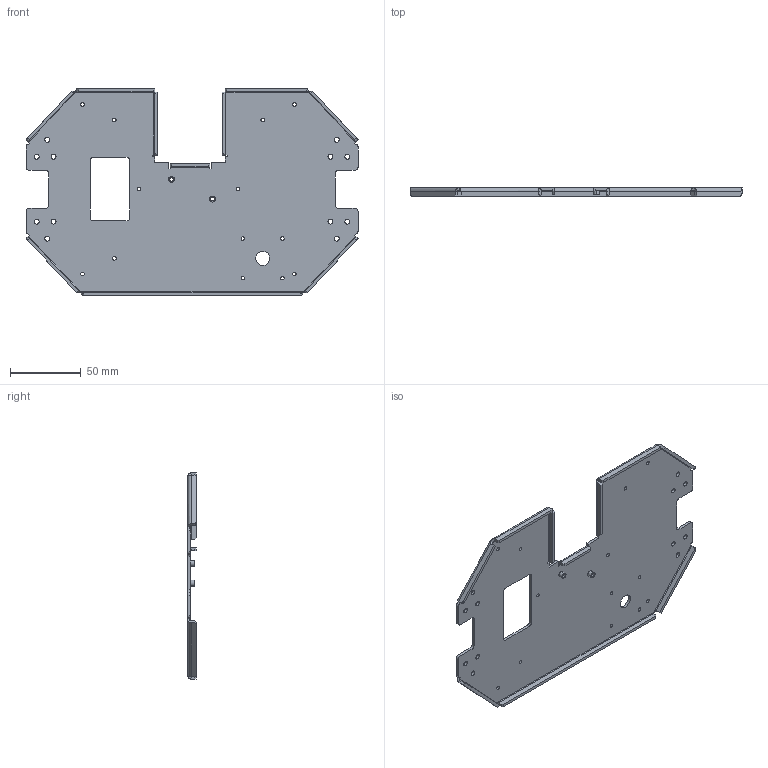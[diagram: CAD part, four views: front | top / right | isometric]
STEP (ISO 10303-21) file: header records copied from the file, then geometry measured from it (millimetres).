
FILE_DESCRIPTION (( 'STEP AP214' ), '1' );
FILE_NAME ('JXHMP4602-02009-b 热床支撑板.STEP', '2024-12-11T01:45:33', ( 'Windows User' ), ( 'P R C' ), 'SwSTEP 2.0', 'SolidWorks 2020', '' );
FILE_SCHEMA (( 'AUTOMOTIVE_DESIGN' ));
Length unit declared in the file: millimetre
Products named in the file (1): JXHMP4602-02009-b 热床支撑板
Bounding box: 235 x 6 x 146 mm (x, y, z)
Volume: 57339.5 mm3; surface area: 60136.1 mm2
Topology: 1 solids, 1 shells, 225 faces, 585 edges, 364 vertices
Faces by surface type: plane 117, cylinder 100, bspline 8
Entity records: 7617 total; most frequent: CARTESIAN_POINT 1679, DIRECTION 1191, ORIENTED_EDGE 1170, EDGE_CURVE 585, AXIS2_PLACEMENT_3D 404, LINE 383, VECTOR 383, VERTEX_POINT 364
